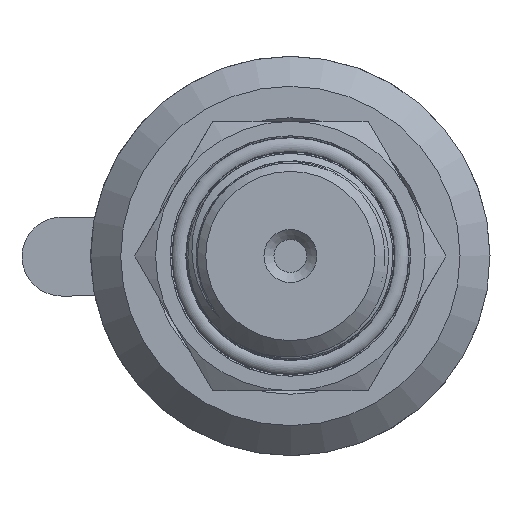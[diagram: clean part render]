
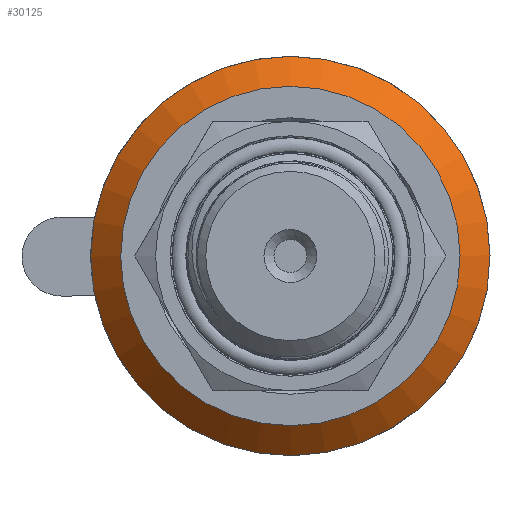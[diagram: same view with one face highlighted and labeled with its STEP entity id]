
A CAD part, left-side view. The second image highlights one B-rep face of the part: STEP entity #30125.
In plain terms, the highlighted conical face has half-angle 45 degrees and reference radius 18.5 mm.
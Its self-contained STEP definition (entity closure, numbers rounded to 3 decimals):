
#265=CONICAL_SURFACE('',#31851,18.5,0.785);
#2306=FACE_OUTER_BOUND('',#4026,.T.);
#4026=EDGE_LOOP('',(#23234,#23235,#23236,#23237));
#5438=CIRCLE('',#31850,20.);
#5439=CIRCLE('',#31852,17.);
#7403=LINE('',#58736,#10341);
#10341=VECTOR('',#35149,18.5);
#13640=VERTEX_POINT('',#58731);
#13641=VERTEX_POINT('',#58735);
#17170=EDGE_CURVE('',#13640,#13640,#5438,.T.);
#17171=EDGE_CURVE('',#13640,#13641,#7403,.T.);
#17172=EDGE_CURVE('',#13641,#13641,#5439,.T.);
#23234=ORIENTED_EDGE('',*,*,#17170,.F.);
#23235=ORIENTED_EDGE('',*,*,#17171,.T.);
#23236=ORIENTED_EDGE('',*,*,#17172,.T.);
#23237=ORIENTED_EDGE('',*,*,#17171,.F.);
#30125=ADVANCED_FACE('',(#2306),#265,.T.);
#31850=AXIS2_PLACEMENT_3D('',#58733,#35145,#35146);
#31851=AXIS2_PLACEMENT_3D('',#58734,#35147,#35148);
#31852=AXIS2_PLACEMENT_3D('',#58737,#35150,#35151);
#35145=DIRECTION('center_axis',(-1.,0.,0.));
#35146=DIRECTION('ref_axis',(0.,0.,
-1.));
#35147=DIRECTION('center_axis',(-1.,0.,0.));
#35148=DIRECTION('ref_axis',(0.,-1.,0.));
#35149=DIRECTION('',(0.707,-0.707,0.));
#35150=DIRECTION('center_axis',(-1.,0.,0.));
#35151=DIRECTION('ref_axis',(0.,0.,
-1.));
#58731=CARTESIAN_POINT('',(21.,20.,0.));
#58733=CARTESIAN_POINT('Origin',(21.,0.,0.));
#58734=CARTESIAN_POINT('Origin',(22.5,0.,0.));
#58735=CARTESIAN_POINT('',(24.,17.,0.));
#58736=CARTESIAN_POINT('',(22.5,18.5,0.));
#58737=CARTESIAN_POINT('Origin',(24.,0.,0.));
